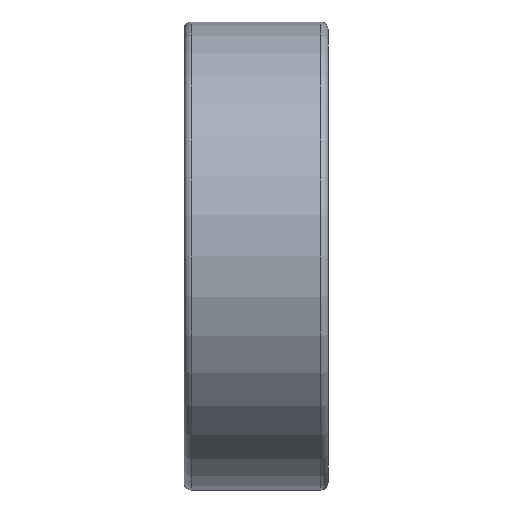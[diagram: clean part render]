
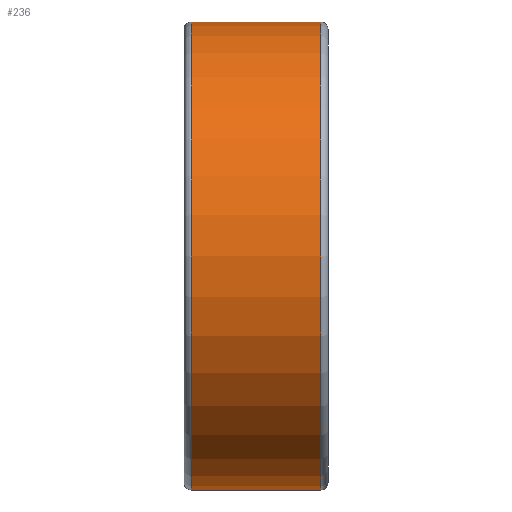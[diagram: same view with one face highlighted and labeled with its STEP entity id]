
A CAD part, front view. The second image highlights one B-rep face of the part: STEP entity #236.
In plain terms, the highlighted cylindrical face has radius 6.5 mm (diameter 13 mm), a full revolution.
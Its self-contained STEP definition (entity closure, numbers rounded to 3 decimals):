
#20=CYLINDRICAL_SURFACE('',#400,6.5);
#46=ORIENTED_EDGE('',*,*,#69,.T.);
#47=ORIENTED_EDGE('',*,*,#77,.F.);
#69=EDGE_CURVE('',#164,#164,#89,.T.);
#77=EDGE_CURVE('',#172,#172,#97,.T.);
#89=CIRCLE('',#383,6.5);
#97=CIRCLE('',#399,6.5);
#126=EDGE_LOOP('',(#46));
#127=EDGE_LOOP('',(#47));
#164=VERTEX_POINT('',#567);
#172=VERTEX_POINT('',#591);
#203=FACE_BOUND('',#126,.T.);
#204=FACE_BOUND('',#127,.T.);
#236=ADVANCED_FACE('',(#203,#204),#20,.T.);
#383=AXIS2_PLACEMENT_3D('',#566,#463,#464);
#399=AXIS2_PLACEMENT_3D('',#590,#495,#496);
#400=AXIS2_PLACEMENT_3D('',#592,#497,#498);
#463=DIRECTION('',(1.,0.,0.));
#464=DIRECTION('',(0.,0.,-1.));
#495=DIRECTION('',(1.,0.,0.));
#496=DIRECTION('',(0.,0.,-1.));
#497=DIRECTION('',(1.,0.,0.));
#498=DIRECTION('',(0.,0.,-1.));
#566=CARTESIAN_POINT('',(0.2,0.,0.));
#567=CARTESIAN_POINT('',(0.2,0.,-6.5));
#590=CARTESIAN_POINT('',(3.8,0.,0.));
#591=CARTESIAN_POINT('',(3.8,0.,-6.5));
#592=CARTESIAN_POINT('',(50.,0.,0.));
